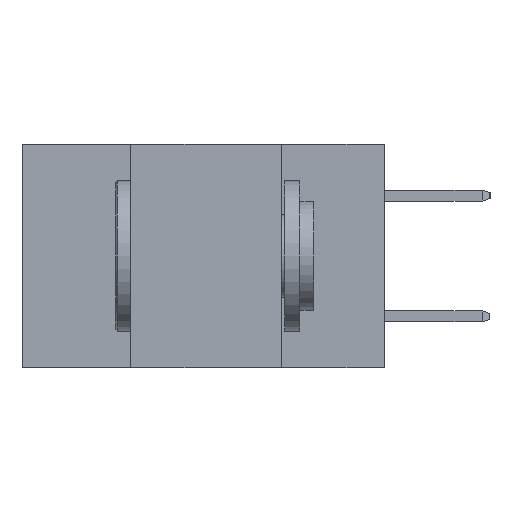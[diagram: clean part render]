
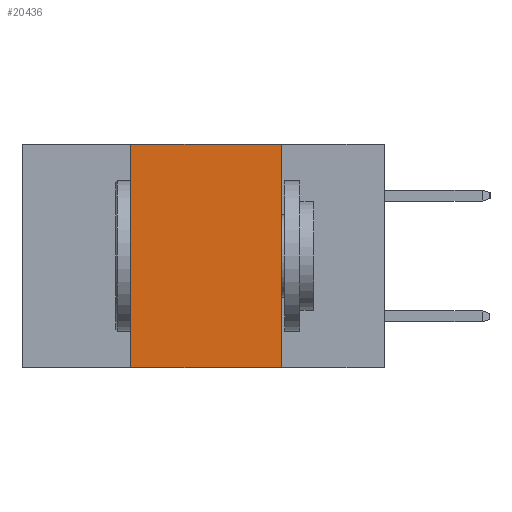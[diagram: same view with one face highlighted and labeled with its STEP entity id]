
A CAD part, left-side view. The second image highlights one B-rep face of the part: STEP entity #20436.
In plain terms, the highlighted planar face has unit normal (-1, 0, 0).
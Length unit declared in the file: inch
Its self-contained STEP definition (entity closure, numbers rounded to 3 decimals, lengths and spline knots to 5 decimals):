
#331 = LINE ( 'NONE', #13190, #5264 ) ;
#2663 = PLANE ( 'NONE',  #8143 ) ;
#3672 = DIRECTION ( 'NONE',  ( 0., 0., 1. ) ) ;
#3972 = FACE_OUTER_BOUND ( 'NONE', #16319, .T. ) ;
#5264 = VECTOR ( 'NONE', #21762, 39.37008 ) ;
#7602 = DIRECTION ( 'NONE',  ( 0., 0., -1. ) ) ;
#7689 = ORIENTED_EDGE ( 'NONE', *, *, #13817, .F. ) ;
#7986 = DIRECTION ( 'NONE',  ( 0., 0., -1. ) ) ;
#8143 = AXIS2_PLACEMENT_3D ( 'NONE', #11517, #9397, #7986 ) ;
#8366 = EDGE_CURVE ( 'NONE', #15014, #18795, #331, .T. ) ;
#9397 = DIRECTION ( 'NONE',  ( 1., 0., 0. ) ) ;
#9634 = EDGE_CURVE ( 'NONE', #13831, #16017, #15688, .T. ) ;
#11134 = EDGE_CURVE ( 'NONE', #16017, #18795, #11261, .T. ) ;
#11261 = LINE ( 'NONE', #16544, #20722 ) ;
#11517 = CARTESIAN_POINT ( 'NONE',  ( 0., 0.6, 0. ) ) ;
#11928 = CARTESIAN_POINT ( 'NONE',  ( 0., 0.6, 0. ) ) ;
#12070 = ORIENTED_EDGE ( 'NONE', *, *, #11134, .F. ) ;
#13141 = CARTESIAN_POINT ( 'NONE',  ( 0., 0.42, -0.37 ) ) ;
#13190 = CARTESIAN_POINT ( 'NONE',  ( 0., 0.6, -0.37 ) ) ;
#13817 = EDGE_CURVE ( 'NONE', #15014, #13831, #22881, .T. ) ;
#13831 = VERTEX_POINT ( 'NONE', #21095 ) ;
#14167 = CARTESIAN_POINT ( 'NONE',  ( 0., 0.42, -0.37 ) ) ;
#15014 = VERTEX_POINT ( 'NONE', #13141 ) ;
#15577 = DIRECTION ( 'NONE',  ( 0., -1., 0. ) ) ;
#15688 = LINE ( 'NONE', #11928, #20753 ) ;
#16017 = VERTEX_POINT ( 'NONE', #22117 ) ;
#16319 = EDGE_LOOP ( 'NONE', ( #12070, #20799, #7689, #21218 ) ) ;
#16544 = CARTESIAN_POINT ( 'NONE',  ( 0., 0.17, -0.37 ) ) ;
#18795 = VERTEX_POINT ( 'NONE', #20823 ) ;
#19304 = VECTOR ( 'NONE', #3672, 39.37008 ) ;
#20436 = ADVANCED_FACE ( 'NONE', ( #3972 ), #2663, .F. ) ;
#20722 = VECTOR ( 'NONE', #7602, 39.37008 ) ;
#20753 = VECTOR ( 'NONE', #15577, 39.37008 ) ;
#20799 = ORIENTED_EDGE ( 'NONE', *, *, #9634, .F. ) ;
#20823 = CARTESIAN_POINT ( 'NONE',  ( 0., 0.17, -0.37 ) ) ;
#21095 = CARTESIAN_POINT ( 'NONE',  ( 0., 0.42, 0. ) ) ;
#21218 = ORIENTED_EDGE ( 'NONE', *, *, #8366, .T. ) ;
#21762 = DIRECTION ( 'NONE',  ( 0., -1., 0. ) ) ;
#22117 = CARTESIAN_POINT ( 'NONE',  ( 0., 0.17, 0. ) ) ;
#22881 = LINE ( 'NONE', #14167, #19304 ) ;
